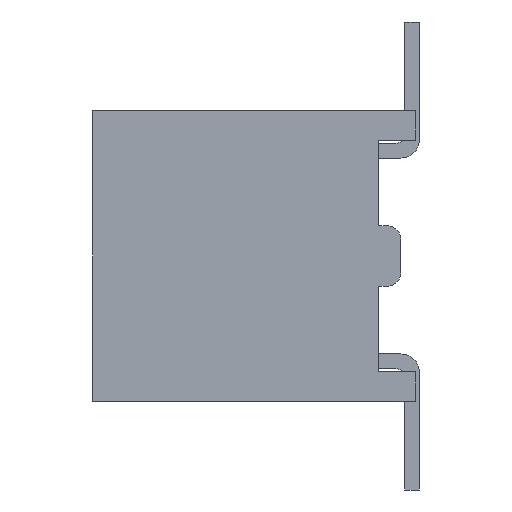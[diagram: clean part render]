
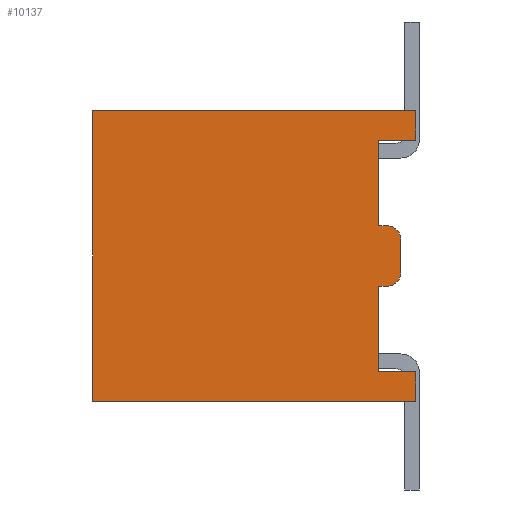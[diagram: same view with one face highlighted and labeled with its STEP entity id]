
A CAD part, left-side view. The second image highlights one B-rep face of the part: STEP entity #10137.
In plain terms, the highlighted planar face has unit normal (-1, 0, 0).
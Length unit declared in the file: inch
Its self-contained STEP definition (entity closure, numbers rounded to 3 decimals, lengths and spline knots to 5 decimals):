
#111=CIRCLE('',#10743,0.008);
#112=CIRCLE('',#10744,0.008);
#2165=ORIENTED_EDGE('',*,*,#4087,.T.);
#2166=ORIENTED_EDGE('',*,*,#4079,.T.);
#2167=ORIENTED_EDGE('',*,*,#4091,.F.);
#2168=ORIENTED_EDGE('',*,*,#4092,.F.);
#2169=ORIENTED_EDGE('',*,*,#4093,.T.);
#2170=ORIENTED_EDGE('',*,*,#4083,.T.);
#2171=ORIENTED_EDGE('',*,*,#4090,.T.);
#2172=ORIENTED_EDGE('',*,*,#4094,.T.);
#2173=ORIENTED_EDGE('',*,*,#4095,.T.);
#2174=ORIENTED_EDGE('',*,*,#4096,.F.);
#2175=ORIENTED_EDGE('',*,*,#4097,.T.);
#2176=ORIENTED_EDGE('',*,*,#4098,.F.);
#2177=ORIENTED_EDGE('',*,*,#4099,.T.);
#2178=ORIENTED_EDGE('',*,*,#4100,.T.);
#4079=EDGE_CURVE('',#5210,#5209,#6409,.T.);
#4083=EDGE_CURVE('',#5214,#5213,#6413,.T.);
#4087=EDGE_CURVE('',#5216,#5210,#6417,.T.);
#4090=EDGE_CURVE('',#5213,#5218,#6420,.T.);
#4091=EDGE_CURVE('',#5219,#5209,#6421,.T.);
#4092=EDGE_CURVE('',#5220,#5219,#6422,.T.);
#4093=EDGE_CURVE('',#5220,#5214,#6423,.T.);
#4094=EDGE_CURVE('',#5218,#5221,#6424,.T.);
#4095=EDGE_CURVE('',#5221,#5222,#6425,.T.);
#4096=EDGE_CURVE('',#5223,#5222,#111,.T.);
#4097=EDGE_CURVE('',#5223,#5224,#6426,.T.);
#4098=EDGE_CURVE('',#5225,#5224,#112,.T.);
#4099=EDGE_CURVE('',#5225,#5226,#6427,.T.);
#4100=EDGE_CURVE('',#5226,#5216,#6428,.T.);
#5209=VERTEX_POINT('',#15456);
#5210=VERTEX_POINT('',#15458);
#5213=VERTEX_POINT('',#15465);
#5214=VERTEX_POINT('',#15467);
#5216=VERTEX_POINT('',#15472);
#5218=VERTEX_POINT('',#15479);
#5219=VERTEX_POINT('',#15483);
#5220=VERTEX_POINT('',#15485);
#5221=VERTEX_POINT('',#15488);
#5222=VERTEX_POINT('',#15490);
#5223=VERTEX_POINT('',#15492);
#5224=VERTEX_POINT('',#15494);
#5225=VERTEX_POINT('',#15496);
#5226=VERTEX_POINT('',#15498);
#6409=LINE('',#15457,#7787);
#6413=LINE('',#15466,#7791);
#6417=LINE('',#15474,#7795);
#6420=LINE('',#15480,#7798);
#6421=LINE('',#15482,#7799);
#6422=LINE('',#15484,#7800);
#6423=LINE('',#15486,#7801);
#6424=LINE('',#15487,#7802);
#6425=LINE('',#15489,#7803);
#6426=LINE('',#15493,#7804);
#6427=LINE('',#15497,#7805);
#6428=LINE('',#15499,#7806);
#7787=VECTOR('',#12639,39.37008);
#7791=VECTOR('',#12645,39.37008);
#7795=VECTOR('',#12651,39.37008);
#7798=VECTOR('',#12656,39.37008);
#7799=VECTOR('',#12659,39.37008);
#7800=VECTOR('',#12660,39.37008);
#7801=VECTOR('',#12661,39.37008);
#7802=VECTOR('',#12662,39.37008);
#7803=VECTOR('',#12663,39.37008);
#7804=VECTOR('',#12666,39.37008);
#7805=VECTOR('',#12669,39.37008);
#7806=VECTOR('',#12670,39.37008);
#8585=EDGE_LOOP('',(#2165,#2166,#2167,#2168,#2169,#2170,#2171,#2172,#2173,
#2174,#2175,#2176,#2177,#2178));
#9143=FACE_BOUND('',#8585,.T.);
#9641=PLANE('',#10742);
#10137=ADVANCED_FACE('',(#9143),#9641,.F.);
#10742=AXIS2_PLACEMENT_3D('',#15481,#12657,#12658);
#10743=AXIS2_PLACEMENT_3D('',#15491,#12664,#12665);
#10744=AXIS2_PLACEMENT_3D('',#15495,#12667,#12668);
#12639=DIRECTION('',(0.,0.,1.));
#12645=DIRECTION('',(0.,0.,1.));
#12651=DIRECTION('',(0.,-1.,0.));
#12656=DIRECTION('',(0.,1.,0.));
#12657=DIRECTION('',(1.,0.,0.));
#12658=DIRECTION('',(0.,0.,-1.));
#12659=DIRECTION('',(0.,-1.,0.));
#12660=DIRECTION('',(0.,0.,1.));
#12661=DIRECTION('',(0.,-1.,0.));
#12662=DIRECTION('',(0.,0.,1.));
#12663=DIRECTION('',(0.,-1.,0.));
#12664=DIRECTION('',(1.,0.,0.));
#12665=DIRECTION('',(0.,0.,-1.));
#12666=DIRECTION('',(0.,0.,1.));
#12667=DIRECTION('',(1.,0.,0.));
#12668=DIRECTION('',(0.,0.,-1.));
#12669=DIRECTION('',(0.,1.,0.));
#12670=DIRECTION('',(0.,0.,1.));
#15456=CARTESIAN_POINT('',(-0.4045,0.,0.0787));
#15457=CARTESIAN_POINT('',(-0.4045,0.,-0.0787));
#15458=CARTESIAN_POINT('',(-0.4045,0.,0.0627));
#15465=CARTESIAN_POINT('',(-0.4045,0.,-0.0627));
#15466=CARTESIAN_POINT('',(-0.4045,0.,-0.0787));
#15467=CARTESIAN_POINT('',(-0.4045,0.,-0.0787));
#15472=CARTESIAN_POINT('',(-0.4045,0.02,0.0627));
#15474=CARTESIAN_POINT('',(-0.4045,0.02,0.0627));
#15479=CARTESIAN_POINT('',(-0.4045,0.02,-0.0627));
#15480=CARTESIAN_POINT('',(-0.4045,-0.002,-0.0627));
#15481=CARTESIAN_POINT('',(-0.4045,0.175,-0.0787));
#15482=CARTESIAN_POINT('',(-0.4045,0.175,0.0787));
#15483=CARTESIAN_POINT('',(-0.4045,0.175,0.0787));
#15484=CARTESIAN_POINT('',(-0.4045,0.175,-0.0787));
#15485=CARTESIAN_POINT('',(-0.4045,0.175,-0.0787));
#15486=CARTESIAN_POINT('',(-0.4045,0.175,-0.0787));
#15487=CARTESIAN_POINT('',(-0.4045,0.02,-0.0627));
#15488=CARTESIAN_POINT('',(-0.4045,0.02,-0.0165));
#15489=CARTESIAN_POINT('',(-0.4045,0.02,-0.0165));
#15490=CARTESIAN_POINT('',(-0.4045,0.016,-0.0165));
#15491=CARTESIAN_POINT('',(-0.4045,0.016,-0.0085));
#15492=CARTESIAN_POINT('',(-0.4045,0.008,-0.0085));
#15493=CARTESIAN_POINT('',(-0.4045,0.008,-0.0085));
#15494=CARTESIAN_POINT('',(-0.4045,0.008,0.0085));
#15495=CARTESIAN_POINT('',(-0.4045,0.016,0.0085));
#15496=CARTESIAN_POINT('',(-0.4045,0.016,0.0165));
#15497=CARTESIAN_POINT('',(-0.4045,0.016,0.0165));
#15498=CARTESIAN_POINT('',(-0.4045,0.02,0.0165));
#15499=CARTESIAN_POINT('',(-0.4045,0.02,0.0165));
